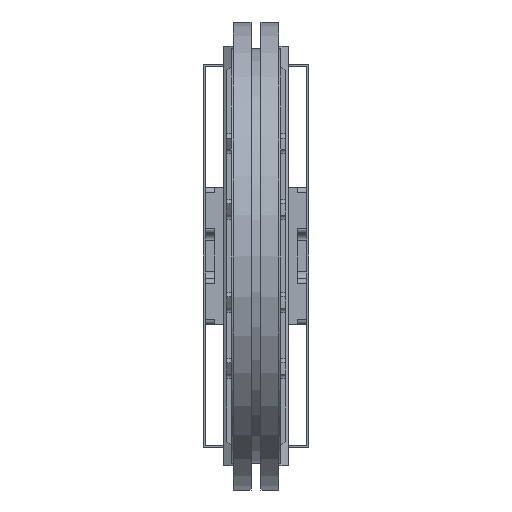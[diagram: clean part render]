
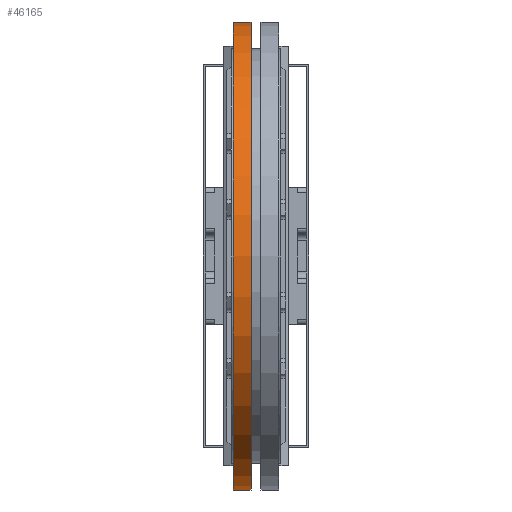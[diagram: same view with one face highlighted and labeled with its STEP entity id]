
A CAD part, front view. The second image highlights one B-rep face of the part: STEP entity #46165.
In plain terms, the highlighted cylindrical face has radius 515 mm (diameter 1030 mm), a partial arc.
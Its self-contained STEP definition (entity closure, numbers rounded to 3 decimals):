
#2401 = FACE_OUTER_BOUND ( 'NONE', #47987, .T. ) ;
#7284 = ORIENTED_EDGE ( 'NONE', *, *, #19695, .T. ) ;
#7775 = AXIS2_PLACEMENT_3D ( 'NONE', #37211, #32751, #41449 ) ;
#8420 = DIRECTION ( 'NONE',  ( 1., 0., 0. ) ) ;
#8555 = CARTESIAN_POINT ( 'NONE',  ( -61., 542.002, -22.491 ) ) ;
#8775 = CARTESIAN_POINT ( 'NONE',  ( -61., 542.002, -1052.491 ) ) ;
#9042 = CYLINDRICAL_SURFACE ( 'NONE', #35594, 515. ) ;
#9803 = AXIS2_PLACEMENT_3D ( 'NONE', #46600, #8420, #50903 ) ;
#12503 = DIRECTION ( 'NONE',  ( -1., 0., 0. ) ) ;
#18841 = VECTOR ( 'NONE', #46742, 1000. ) ;
#18904 = VERTEX_POINT ( 'NONE', #23982 ) ;
#19695 = EDGE_CURVE ( 'NONE', #26351, #18904, #48221, .T. ) ;
#20633 = EDGE_CURVE ( 'NONE', #34981, #26351, #30238, .T. ) ;
#22475 = EDGE_CURVE ( 'NONE', #34981, #55211, #46628, .T. ) ;
#23982 = CARTESIAN_POINT ( 'NONE',  ( -100., 542.002, -1052.491 ) ) ;
#24819 = CARTESIAN_POINT ( 'NONE',  ( -100., 542.002, -22.491 ) ) ;
#26351 = VERTEX_POINT ( 'NONE', #24819 ) ;
#27880 = DIRECTION ( 'NONE',  ( 0., 0., -1. ) ) ;
#30238 = LINE ( 'NONE', #8555, #18841 ) ;
#31957 = ORIENTED_EDGE ( 'NONE', *, *, #20633, .T. ) ;
#32751 = DIRECTION ( 'NONE',  ( 1., 0., 0. ) ) ;
#33430 = EDGE_CURVE ( 'NONE', #55211, #18904, #33980, .T. ) ;
#33980 = LINE ( 'NONE', #8775, #46536 ) ;
#34981 = VERTEX_POINT ( 'NONE', #35517 ) ;
#35208 = CARTESIAN_POINT ( 'NONE',  ( -61., 542.002, -1052.491 ) ) ;
#35517 = CARTESIAN_POINT ( 'NONE',  ( -61., 542.002, -22.491 ) ) ;
#35594 = AXIS2_PLACEMENT_3D ( 'NONE', #53370, #44423, #27880 ) ;
#37211 = CARTESIAN_POINT ( 'NONE',  ( -61., 542.002, -537.491 ) ) ;
#40069 = ORIENTED_EDGE ( 'NONE', *, *, #33430, .F. ) ;
#41449 = DIRECTION ( 'NONE',  ( 0., 0., -1. ) ) ;
#44423 = DIRECTION ( 'NONE',  ( -1., 0., 0. ) ) ;
#46165 = ADVANCED_FACE ( 'NONE', ( #2401 ), #9042, .T. ) ;
#46536 = VECTOR ( 'NONE', #12503, 1000. ) ;
#46600 = CARTESIAN_POINT ( 'NONE',  ( -100., 542.002, -537.491 ) ) ;
#46628 = CIRCLE ( 'NONE', #7775, 515. ) ;
#46742 = DIRECTION ( 'NONE',  ( -1., 0., 0. ) ) ;
#47987 = EDGE_LOOP ( 'NONE', ( #50699, #31957, #7284, #40069 ) ) ;
#48221 = CIRCLE ( 'NONE', #9803, 515. ) ;
#50699 = ORIENTED_EDGE ( 'NONE', *, *, #22475, .F. ) ;
#50903 = DIRECTION ( 'NONE',  ( 0., 0., -1. ) ) ;
#53370 = CARTESIAN_POINT ( 'NONE',  ( -61., 542.002, -537.491 ) ) ;
#55211 = VERTEX_POINT ( 'NONE', #35208 ) ;
